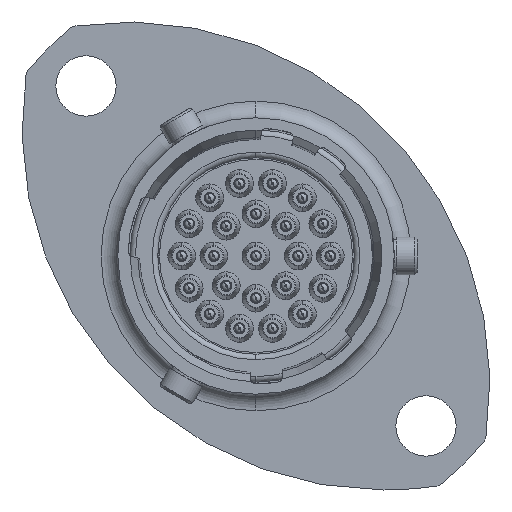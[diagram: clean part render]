
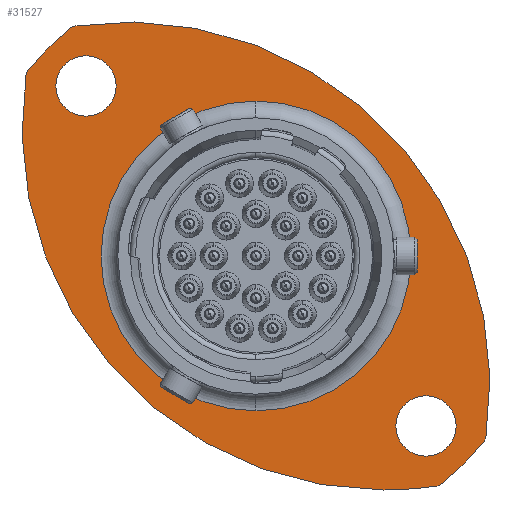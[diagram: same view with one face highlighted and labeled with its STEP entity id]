
A CAD part, left-side view. The second image highlights one B-rep face of the part: STEP entity #31527.
In plain terms, the highlighted planar face has unit normal (-1, 0, 0).
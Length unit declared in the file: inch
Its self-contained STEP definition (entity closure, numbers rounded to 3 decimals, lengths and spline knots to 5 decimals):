
#881 = CIRCLE ( 'NONE', #32100, 0.62303 ) ;
#1055 = CARTESIAN_POINT ( 'NONE',  ( 0.62913, -0.27143, -0.49629 ) ) ;
#1176 = ORIENTED_EDGE ( 'NONE', *, *, #62909, .T. ) ;
#1635 = CARTESIAN_POINT ( 'NONE',  ( 0.62913, 0.36051, 0.42449 ) ) ;
#2365 = AXIS2_PLACEMENT_3D ( 'NONE', #48429, #13845, #54212 ) ;
#2898 = ORIENTED_EDGE ( 'NONE', *, *, #34778, .F. ) ;
#3278 = DIRECTION ( 'NONE',  ( -1., 0., 0. ) ) ;
#3429 = ORIENTED_EDGE ( 'NONE', *, *, #32231, .T. ) ;
#3782 = CIRCLE ( 'NONE', #25080, 0.06398 ) ;
#4358 = CARTESIAN_POINT ( 'NONE',  ( 0.62913, 0.29311, 0. ) ) ;
#4393 = DIRECTION ( 'NONE',  ( -1., 0., 0. ) ) ;
#4489 = CARTESIAN_POINT ( 'NONE',  ( 0.62913, -0.27143, 0.27143 ) ) ;
#6915 = VERTEX_POINT ( 'NONE', #34793 ) ;
#8296 = VERTEX_POINT ( 'NONE', #26837 ) ;
#9859 = CIRCLE ( 'NONE', #62966, 0.62303 ) ;
#10138 = EDGE_CURVE ( 'NONE', #32146, #6915, #23133, .T. ) ;
#10154 = DIRECTION ( 'NONE',  ( 0., 0., -1. ) ) ;
#10296 = DIRECTION ( 'NONE',  ( 0., 0., -1. ) ) ;
#10401 = EDGE_CURVE ( 'NONE', #30776, #42261, #71733, .T. ) ;
#12149 = ORIENTED_EDGE ( 'NONE', *, *, #44832, .F. ) ;
#12778 = CARTESIAN_POINT ( 'NONE',  ( 0.62913, 0.27143, -0.27143 ) ) ;
#13845 = DIRECTION ( 'NONE',  ( -1., 0., 0. ) ) ;
#14636 = CARTESIAN_POINT ( 'NONE',  ( 0.62913, 0.36051, 0.29654 ) ) ;
#14748 = CARTESIAN_POINT ( 'NONE',  ( 0.62913, 0., 0. ) ) ;
#15619 = CARTESIAN_POINT ( 'NONE',  ( 0.62913, -0.48737, -0.38813 ) ) ;
#15700 = EDGE_CURVE ( 'NONE', #40042, #22688, #59771, .T. ) ;
#16624 = ORIENTED_EDGE ( 'NONE', *, *, #56513, .F. ) ;
#17334 = CARTESIAN_POINT ( 'NONE',  ( 0.62913, 0., 0. ) ) ;
#18051 = VERTEX_POINT ( 'NONE', #1635 ) ;
#18608 = DIRECTION ( 'NONE',  ( 0., 0., -1. ) ) ;
#20299 = CIRCLE ( 'NONE', #46443, 0.76772 ) ;
#20568 = DIRECTION ( 'NONE',  ( 0., 0., 1. ) ) ;
#20683 = DIRECTION ( 'NONE',  ( -1., 0., 0. ) ) ;
#21690 = CIRCLE ( 'NONE', #55008, 0.06398 ) ;
#22688 = VERTEX_POINT ( 'NONE', #24470 ) ;
#22881 = CIRCLE ( 'NONE', #48752, 0.32854 ) ;
#23117 = DIRECTION ( 'NONE',  ( 0., 0., 1. ) ) ;
#23133 = CIRCLE ( 'NONE', #34239, 0.76772 ) ;
#23597 = AXIS2_PLACEMENT_3D ( 'NONE', #61375, #26838, #67212 ) ;
#24128 = AXIS2_PLACEMENT_3D ( 'NONE', #38962, #4393, #44758 ) ;
#24470 = CARTESIAN_POINT ( 'NONE',  ( 0.62913, -0.38813, -0.48737 ) ) ;
#25080 = AXIS2_PLACEMENT_3D ( 'NONE', #37834, #3278, #43633 ) ;
#26563 = EDGE_CURVE ( 'NONE', #62990, #40042, #20299, .T. ) ;
#26837 = CARTESIAN_POINT ( 'NONE',  ( 0.62913, -0.36051, -0.42449 ) ) ;
#26838 = DIRECTION ( 'NONE',  ( 1., 0., 0. ) ) ;
#28251 = CARTESIAN_POINT ( 'NONE',  ( 0.62913, 0., 0. ) ) ;
#28704 = CARTESIAN_POINT ( 'NONE',  ( 0.62913, 0., -0.32854 ) ) ;
#29627 = AXIS2_PLACEMENT_3D ( 'NONE', #55236, #20683, #60985 ) ;
#30364 = CARTESIAN_POINT ( 'NONE',  ( 0.62913, 0.36051, 0.36051 ) ) ;
#30466 = ORIENTED_EDGE ( 'NONE', *, *, #10138, .T. ) ;
#30776 = VERTEX_POINT ( 'NONE', #71266 ) ;
#31527 = ADVANCED_FACE ( 'NONE', ( #57029, #70538, #41711, #72325 ), #44458, .F. ) ;
#32100 = AXIS2_PLACEMENT_3D ( 'NONE', #17334, #57658, #23117 ) ;
#32146 = VERTEX_POINT ( 'NONE', #15619 ) ;
#32231 = EDGE_CURVE ( 'NONE', #22688, #32146, #9859, .T. ) ;
#34095 = DIRECTION ( 'NONE',  ( 0., 0., -1. ) ) ;
#34239 = AXIS2_PLACEMENT_3D ( 'NONE', #12778, #53111, #18608 ) ;
#34434 = EDGE_CURVE ( 'NONE', #42261, #30776, #22881, .T. ) ;
#34778 = EDGE_CURVE ( 'NONE', #8296, #73647, #3782, .T. ) ;
#34793 = CARTESIAN_POINT ( 'NONE',  ( 0.62913, 0.38813, 0.48737 ) ) ;
#34914 = EDGE_LOOP ( 'NONE', ( #57005, #54287, #3429, #30466, #1176 ) ) ;
#36234 = DIRECTION ( 'NONE',  ( 0., 0., -1. ) ) ;
#37834 = CARTESIAN_POINT ( 'NONE',  ( 0.62913, -0.36051, -0.36051 ) ) ;
#38962 = CARTESIAN_POINT ( 'NONE',  ( 0.62913, 0.36051, 0.36051 ) ) ;
#40042 = VERTEX_POINT ( 'NONE', #1055 ) ;
#41020 = CARTESIAN_POINT ( 'NONE',  ( 0.62913, 0.48737, 0.38813 ) ) ;
#41711 = FACE_BOUND ( 'NONE', #60920, .T. ) ;
#42261 = VERTEX_POINT ( 'NONE', #28704 ) ;
#43633 = DIRECTION ( 'NONE',  ( 0., 0., -1. ) ) ;
#44458 = PLANE ( 'NONE',  #49412 ) ;
#44727 = DIRECTION ( 'NONE',  ( 1., 0., 0. ) ) ;
#44758 = DIRECTION ( 'NONE',  ( 0., 0., -1. ) ) ;
#44832 = EDGE_CURVE ( 'NONE', #73647, #8296, #51318, .T. ) ;
#44849 = DIRECTION ( 'NONE',  ( -1., 0., 0. ) ) ;
#45529 = CIRCLE ( 'NONE', #24128, 0.06398 ) ;
#46443 = AXIS2_PLACEMENT_3D ( 'NONE', #4489, #44849, #10296 ) ;
#46647 = CARTESIAN_POINT ( 'NONE',  ( 0.62913, -0.36051, -0.29654 ) ) ;
#48176 = EDGE_LOOP ( 'NONE', ( #72176, #71501 ) ) ;
#48429 = CARTESIAN_POINT ( 'NONE',  ( 0.62913, -0.27143, 0.27143 ) ) ;
#48752 = AXIS2_PLACEMENT_3D ( 'NONE', #28251, #68578, #34095 ) ;
#49379 = ORIENTED_EDGE ( 'NONE', *, *, #67871, .F. ) ;
#49412 = AXIS2_PLACEMENT_3D ( 'NONE', #4358, #44727, #10154 ) ;
#51318 = CIRCLE ( 'NONE', #29627, 0.06398 ) ;
#53111 = DIRECTION ( 'NONE',  ( -1., 0., 0. ) ) ;
#54212 = DIRECTION ( 'NONE',  ( 0., 0., -1. ) ) ;
#54287 = ORIENTED_EDGE ( 'NONE', *, *, #15700, .T. ) ;
#55008 = AXIS2_PLACEMENT_3D ( 'NONE', #30364, #70706, #36234 ) ;
#55104 = DIRECTION ( 'NONE',  ( -1., 0., 0. ) ) ;
#55236 = CARTESIAN_POINT ( 'NONE',  ( 0.62913, -0.36051, -0.36051 ) ) ;
#56513 = EDGE_CURVE ( 'NONE', #73451, #18051, #45529, .T. ) ;
#57005 = ORIENTED_EDGE ( 'NONE', *, *, #26563, .T. ) ;
#57029 = FACE_BOUND ( 'NONE', #48176, .T. ) ;
#57658 = DIRECTION ( 'NONE',  ( -1., 0., 0. ) ) ;
#59612 = EDGE_LOOP ( 'NONE', ( #16624, #49379 ) ) ;
#59771 = CIRCLE ( 'NONE', #2365, 0.76772 ) ;
#60920 = EDGE_LOOP ( 'NONE', ( #2898, #12149 ) ) ;
#60985 = DIRECTION ( 'NONE',  ( 0., 0., -1. ) ) ;
#61375 = CARTESIAN_POINT ( 'NONE',  ( 0.62913, 0., 0. ) ) ;
#62909 = EDGE_CURVE ( 'NONE', #6915, #62990, #881, .T. ) ;
#62966 = AXIS2_PLACEMENT_3D ( 'NONE', #14748, #55104, #20568 ) ;
#62990 = VERTEX_POINT ( 'NONE', #41020 ) ;
#67212 = DIRECTION ( 'NONE',  ( 0., 0., -1. ) ) ;
#67871 = EDGE_CURVE ( 'NONE', #18051, #73451, #21690, .T. ) ;
#68578 = DIRECTION ( 'NONE',  ( 1., 0., 0. ) ) ;
#70538 = FACE_BOUND ( 'NONE', #59612, .T. ) ;
#70706 = DIRECTION ( 'NONE',  ( -1., 0., 0. ) ) ;
#71266 = CARTESIAN_POINT ( 'NONE',  ( 0.62913, 0., 0.32854 ) ) ;
#71501 = ORIENTED_EDGE ( 'NONE', *, *, #10401, .T. ) ;
#71733 = CIRCLE ( 'NONE', #23597, 0.32854 ) ;
#72176 = ORIENTED_EDGE ( 'NONE', *, *, #34434, .T. ) ;
#72325 = FACE_OUTER_BOUND ( 'NONE', #34914, .T. ) ;
#73451 = VERTEX_POINT ( 'NONE', #14636 ) ;
#73647 = VERTEX_POINT ( 'NONE', #46647 ) ;
